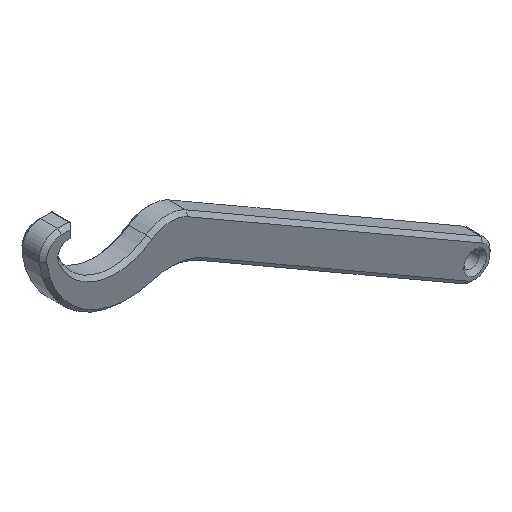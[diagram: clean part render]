
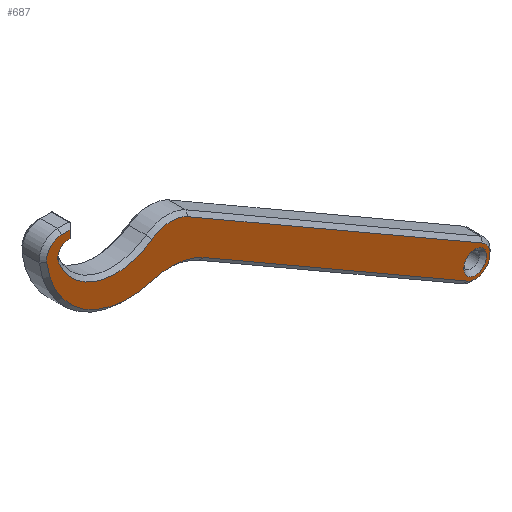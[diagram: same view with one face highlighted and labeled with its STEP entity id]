
A CAD part, isometric view. The second image highlights one B-rep face of the part: STEP entity #687.
In plain terms, the highlighted planar face has unit normal (0, -1, 0).
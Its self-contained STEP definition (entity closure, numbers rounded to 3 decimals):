
#20=FACE_BOUND('',#145,.T.);
#31=CIRCLE('',#763,2.35);
#32=CIRCLE('',#765,3.048);
#33=CIRCLE('',#766,17.018);
#34=CIRCLE('',#767,13.462);
#35=CIRCLE('',#768,3.048);
#36=CIRCLE('',#769,6.858);
#37=CIRCLE('',#770,12.805);
#38=CIRCLE('',#771,2.35);
#78=PLANE('',#764);
#100=FACE_OUTER_BOUND('',#144,.T.);
#144=EDGE_LOOP('',(#530,#531,#532,#533,#534,#535,#536,#537,#538,#539,#540,
#541));
#145=EDGE_LOOP('',(#542));
#182=LINE('',#1076,#241);
#185=LINE('',#1088,#244);
#203=LINE('',#1152,#262);
#204=LINE('',#1160,#263);
#205=LINE('',#1164,#264);
#241=VECTOR('',#842,10.);
#244=VECTOR('',#849,10.);
#262=VECTOR('',#913,10.);
#263=VECTOR('',#920,10.);
#264=VECTOR('',#923,10.);
#310=VERTEX_POINT('',#1073);
#311=VERTEX_POINT('',#1075);
#314=VERTEX_POINT('',#1086);
#336=VERTEX_POINT('',#1147);
#337=VERTEX_POINT('',#1151);
#338=VERTEX_POINT('',#1153);
#339=VERTEX_POINT('',#1155);
#340=VERTEX_POINT('',#1157);
#341=VERTEX_POINT('',#1159);
#342=VERTEX_POINT('',#1161);
#343=VERTEX_POINT('',#1163);
#344=VERTEX_POINT('',#1165);
#345=VERTEX_POINT('',#1167);
#372=EDGE_CURVE('',#310,#311,#182,.T.);
#377=EDGE_CURVE('',#314,#310,#185,.T.);
#407=EDGE_CURVE('',#336,#336,#31,.T.);
#409=EDGE_CURVE('',#337,#314,#203,.T.);
#410=EDGE_CURVE('',#338,#337,#32,.T.);
#411=EDGE_CURVE('',#339,#338,#33,.T.);
#412=EDGE_CURVE('',#340,#339,#34,.T.);
#413=EDGE_CURVE('',#341,#340,#204,.T.);
#414=EDGE_CURVE('',#342,#341,#35,.T.);
#415=EDGE_CURVE('',#343,#342,#205,.T.);
#416=EDGE_CURVE('',#344,#343,#36,.T.);
#417=EDGE_CURVE('',#345,#344,#37,.T.);
#418=EDGE_CURVE('',#311,#345,#38,.T.);
#530=ORIENTED_EDGE('',*,*,#409,.F.);
#531=ORIENTED_EDGE('',*,*,#410,.F.);
#532=ORIENTED_EDGE('',*,*,#411,.F.);
#533=ORIENTED_EDGE('',*,*,#412,.F.);
#534=ORIENTED_EDGE('',*,*,#413,.F.);
#535=ORIENTED_EDGE('',*,*,#414,.F.);
#536=ORIENTED_EDGE('',*,*,#415,.F.);
#537=ORIENTED_EDGE('',*,*,#416,.F.);
#538=ORIENTED_EDGE('',*,*,#417,.F.);
#539=ORIENTED_EDGE('',*,*,#418,.F.);
#540=ORIENTED_EDGE('',*,*,#372,.F.);
#541=ORIENTED_EDGE('',*,*,#377,.F.);
#542=ORIENTED_EDGE('',*,*,#407,.F.);
#687=ADVANCED_FACE('',(#100,#20),#78,.F.);
#763=AXIS2_PLACEMENT_3D('',#1148,#908,#909);
#764=AXIS2_PLACEMENT_3D('',#1150,#911,#912);
#765=AXIS2_PLACEMENT_3D('',#1154,#914,#915);
#766=AXIS2_PLACEMENT_3D('',#1156,#916,#917);
#767=AXIS2_PLACEMENT_3D('',#1158,#918,#919);
#768=AXIS2_PLACEMENT_3D('',#1162,#921,#922);
#769=AXIS2_PLACEMENT_3D('',#1166,#924,#925);
#770=AXIS2_PLACEMENT_3D('',#1168,#926,#927);
#771=AXIS2_PLACEMENT_3D('',#1169,#928,#929);
#842=DIRECTION('',(-1.,0.,0.));
#849=DIRECTION('',(0.,0.,-1.));
#908=DIRECTION('center_axis',(0.,-1.,0.));
#909=DIRECTION('ref_axis',(1.,0.,0.));
#911=DIRECTION('center_axis',(0.,1.,0.));
#912=DIRECTION('ref_axis',(1.,0.,0.));
#913=DIRECTION('',(1.,0.,0.));
#914=DIRECTION('center_axis',(0.,1.,0.));
#915=DIRECTION('ref_axis',(-0.992,0.,-0.127));
#916=DIRECTION('center_axis',(0.,1.,0.));
#917=DIRECTION('ref_axis',(0.291,0.,-0.957));
#918=DIRECTION('center_axis',(0.,-1.,0.));
#919=DIRECTION('ref_axis',(-0.291,0.,0.957));
#920=DIRECTION('',(-0.866,0.,0.5));
#921=DIRECTION('center_axis',(0.,1.,0.));
#922=DIRECTION('ref_axis',(0.5,0.,0.866));
#923=DIRECTION('',(0.866,0.,-0.5));
#924=DIRECTION('center_axis',(0.,1.,0.));
#925=DIRECTION('ref_axis',(-0.582,0.,0.814));
#926=DIRECTION('center_axis',(0.,-1.,0.));
#927=DIRECTION('ref_axis',(0.582,0.,-0.814));
#928=DIRECTION('center_axis',(0.,-1.,0.));
#929=DIRECTION('ref_axis',(-0.92,0.,-0.391));
#1073=CARTESIAN_POINT('',(-10.179,0.,-0.762));
#1075=CARTESIAN_POINT('',(-10.761,0.,-0.762));
#1076=CARTESIAN_POINT('',(10.66,0.,-0.762));
#1086=CARTESIAN_POINT('',(-10.179,0.,0.762));
#1088=CARTESIAN_POINT('',(-10.179,0.,-11.509));
#1147=CARTESIAN_POINT('',(71.085,0.,-46.797));
#1148=CARTESIAN_POINT('Origin',(73.435,0.,-46.797));
#1150=CARTESIAN_POINT('Origin',(30.738,0.,-24.542));
#1151=CARTESIAN_POINT('',(-11.96,0.,0.762));
#1152=CARTESIAN_POINT('',(9.389,0.,0.762));
#1153=CARTESIAN_POINT('',(-14.983,0.,-2.674));
#1154=CARTESIAN_POINT('Origin',(-11.96,0.,-2.286));
#1155=CARTESIAN_POINT('',(6.842,0.,-16.792));
#1156=CARTESIAN_POINT('Origin',(1.897,0.,-0.508));
#1157=CARTESIAN_POINT('',(17.486,0.,-18.014));
#1158=CARTESIAN_POINT('Origin',(10.755,0.,-29.673));
#1159=CARTESIAN_POINT('',(71.911,0.,-49.437));
#1160=CARTESIAN_POINT('',(51.081,0.,-37.411));
#1161=CARTESIAN_POINT('',(74.959,0.,-44.157));
#1162=CARTESIAN_POINT('Origin',(73.435,0.,-46.797));
#1163=CARTESIAN_POINT('',(14.137,0.,-9.042));
#1164=CARTESIAN_POINT('',(23.718,0.,-14.574));
#1165=CARTESIAN_POINT('',(6.72,0.,-9.402));
#1166=CARTESIAN_POINT('Origin',(10.708,0.,-14.981));
#1167=CARTESIAN_POINT('',(-12.51,0.,-3.994));
#1168=CARTESIAN_POINT('Origin',(-0.726,0.,1.015));
#1169=CARTESIAN_POINT('Origin',(-10.348,0.,-3.075));
